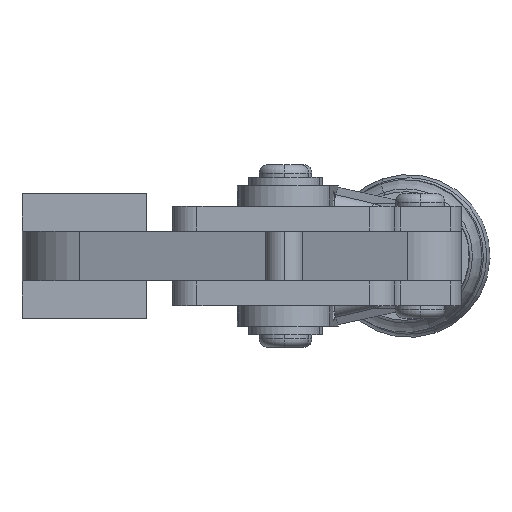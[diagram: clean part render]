
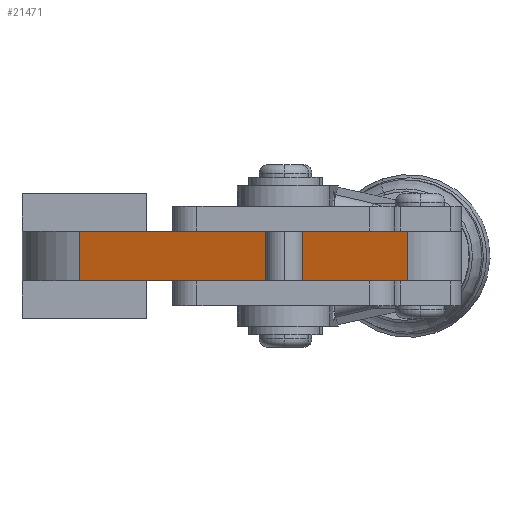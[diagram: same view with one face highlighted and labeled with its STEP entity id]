
A CAD part, front view. The second image highlights one B-rep face of the part: STEP entity #21471.
In plain terms, the highlighted planar face has unit normal (-0.309, -0.951, 0).
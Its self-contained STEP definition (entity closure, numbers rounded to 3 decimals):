
#3103 = FACE_OUTER_BOUND ( 'NONE', #9805, .T. ) ;
#4153 = EDGE_CURVE ( 'NONE', #19593, #19667, #23781, .T. ) ;
#4157 = EDGE_CURVE ( 'NONE', #19712, #19607, #23788, .T. ) ;
#4158 = EDGE_CURVE ( 'NONE', #19712, #19593, #23787, .T. ) ;
#4159 = EDGE_CURVE ( 'NONE', #19667, #19607, #23791, .T. ) ;
#6221 = DIRECTION ( 'NONE',  ( 0.951, -0.309, 0. ) ) ;
#6222 = CARTESIAN_POINT ( 'NONE',  ( 6.91, -50.406, -3. ) ) ;
#6223 = DIRECTION ( 'NONE',  ( -0.951, 0.309, 0. ) ) ;
#6227 = CARTESIAN_POINT ( 'NONE',  ( 6.91, -50.406, 3. ) ) ;
#6231 = DIRECTION ( 'NONE',  ( 0., 0., -1. ) ) ;
#6232 = CARTESIAN_POINT ( 'NONE',  ( 46.455, -63.255, 7.5 ) ) ;
#6233 = DIRECTION ( 'NONE',  ( 0., 0., -1. ) ) ;
#6237 = CARTESIAN_POINT ( 'NONE',  ( 6.91, -50.406, 7.5 ) ) ;
#6991 = CARTESIAN_POINT ( 'NONE',  ( 6.91, -50.406, 3. ) ) ;
#7005 = CARTESIAN_POINT ( 'NONE',  ( 46.455, -63.255, -3. ) ) ;
#7061 = CARTESIAN_POINT ( 'NONE',  ( 6.91, -50.406, -3. ) ) ;
#7087 = CARTESIAN_POINT ( 'NONE',  ( 46.455, -63.255, 3. ) ) ;
#9805 = EDGE_LOOP ( 'NONE', ( #23346, #23351, #23358, #23368 ) ) ;
#13058 = AXIS2_PLACEMENT_3D ( 'NONE', #16490, #16498, #16499 ) ;
#16490 = CARTESIAN_POINT ( 'NONE',  ( 6.91, -50.406, 7.5 ) ) ;
#16495 = PLANE ( 'NONE',  #13058 ) ;
#16498 = DIRECTION ( 'NONE',  ( 0.309, 0.951, 0. ) ) ;
#16499 = DIRECTION ( 'NONE',  ( -0.951, 0.309, 0. ) ) ;
#19593 = VERTEX_POINT ( 'NONE', #6991 ) ;
#19607 = VERTEX_POINT ( 'NONE', #7005 ) ;
#19667 = VERTEX_POINT ( 'NONE', #7061 ) ;
#19712 = VERTEX_POINT ( 'NONE', #7087 ) ;
#21471 = ADVANCED_FACE ( 'NONE', ( #3103 ), #16495, .F. ) ;
#23346 = ORIENTED_EDGE ( 'NONE', *, *, #4157, .F. ) ;
#23351 = ORIENTED_EDGE ( 'NONE', *, *, #4158, .T. ) ;
#23358 = ORIENTED_EDGE ( 'NONE', *, *, #4153, .T. ) ;
#23368 = ORIENTED_EDGE ( 'NONE', *, *, #4159, .T. ) ;
#23781 = LINE ( 'NONE', #6237, #23786 ) ;
#23786 = VECTOR ( 'NONE', #6233, 1000. ) ;
#23787 = LINE ( 'NONE', #6227, #23792 ) ;
#23788 = LINE ( 'NONE', #6232, #23790 ) ;
#23790 = VECTOR ( 'NONE', #6231, 1000. ) ;
#23791 = LINE ( 'NONE', #6222, #23794 ) ;
#23792 = VECTOR ( 'NONE', #6223, 1000. ) ;
#23794 = VECTOR ( 'NONE', #6221, 1000. ) ;
